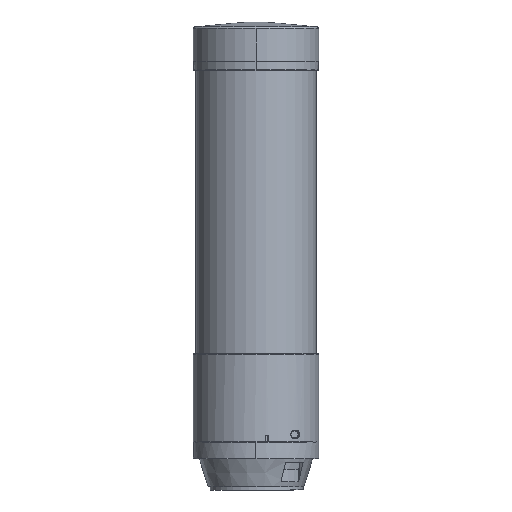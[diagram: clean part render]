
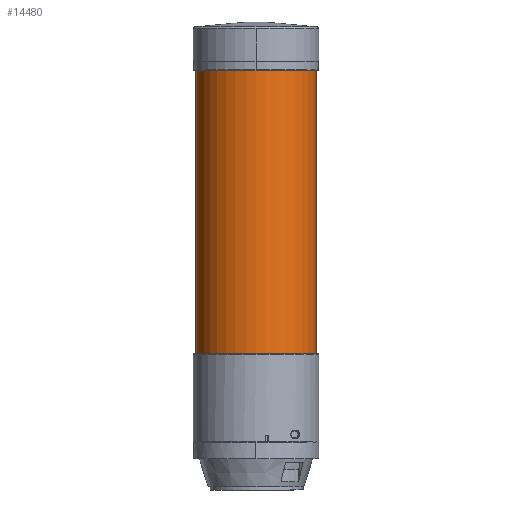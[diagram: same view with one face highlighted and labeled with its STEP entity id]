
A CAD part, front view. The second image highlights one B-rep face of the part: STEP entity #14480.
In plain terms, the highlighted cylindrical face has radius 35 mm (diameter 70 mm), a partial arc.
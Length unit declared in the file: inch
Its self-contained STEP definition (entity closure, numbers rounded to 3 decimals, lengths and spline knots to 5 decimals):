
#197 = CIRCLE ( 'NONE', #9193, 1.37795 ) ;
#327 = DIRECTION ( 'NONE',  ( 0., 0., -1. ) ) ;
#690 = VERTEX_POINT ( 'NONE', #8516 ) ;
#736 = CARTESIAN_POINT ( 'NONE',  ( 1.37795, 0., 1.90157 ) ) ;
#837 = VERTEX_POINT ( 'NONE', #11253 ) ;
#1171 = EDGE_CURVE ( 'NONE', #9853, #690, #197, .T. ) ;
#1237 = AXIS2_PLACEMENT_3D ( 'NONE', #13846, #11328, #2787 ) ;
#1725 = ORIENTED_EDGE ( 'NONE', *, *, #3634, .F. ) ;
#2199 = VERTEX_POINT ( 'NONE', #736 ) ;
#2787 = DIRECTION ( 'NONE',  ( 1., 0., 0. ) ) ;
#3051 = ORIENTED_EDGE ( 'NONE', *, *, #1171, .T. ) ;
#3513 = DIRECTION ( 'NONE',  ( 0., 0., 1. ) ) ;
#3593 = CYLINDRICAL_SURFACE ( 'NONE', #15006, 1.37795 ) ;
#3634 = EDGE_CURVE ( 'NONE', #837, #690, #5032, .T. ) ;
#4604 = LINE ( 'NONE', #14303, #10545 ) ;
#4659 = ORIENTED_EDGE ( 'NONE', *, *, #7663, .T. ) ;
#5032 = LINE ( 'NONE', #9951, #11925 ) ;
#5557 = CARTESIAN_POINT ( 'NONE',  ( 1.37795, 0., 8.51982 ) ) ;
#7150 = CIRCLE ( 'NONE', #1237, 1.37795 ) ;
#7304 = DIRECTION ( 'NONE',  ( 1., 0., 0. ) ) ;
#7524 = DIRECTION ( 'NONE',  ( 0., 0., 1. ) ) ;
#7663 = EDGE_CURVE ( 'NONE', #837, #2199, #7150, .T. ) ;
#8147 = DIRECTION ( 'NONE',  ( 0., 0., 1. ) ) ;
#8516 = CARTESIAN_POINT ( 'NONE',  ( -1.37795, 0., 8.51982 ) ) ;
#9193 = AXIS2_PLACEMENT_3D ( 'NONE', #11286, #327, #13807 ) ;
#9853 = VERTEX_POINT ( 'NONE', #5557 ) ;
#9951 = CARTESIAN_POINT ( 'NONE',  ( -1.37795, 0., 1.90157 ) ) ;
#10368 = EDGE_LOOP ( 'NONE', ( #1725, #4659, #13019, #3051 ) ) ;
#10545 = VECTOR ( 'NONE', #8147, 39.37008 ) ;
#10767 = CARTESIAN_POINT ( 'NONE',  ( 0., 0., 1.90157 ) ) ;
#11253 = CARTESIAN_POINT ( 'NONE',  ( -1.37795, 0., 1.90157 ) ) ;
#11286 = CARTESIAN_POINT ( 'NONE',  ( 0., 0., 8.51982 ) ) ;
#11328 = DIRECTION ( 'NONE',  ( 0., 0., 1. ) ) ;
#11925 = VECTOR ( 'NONE', #7524, 39.37008 ) ;
#13019 = ORIENTED_EDGE ( 'NONE', *, *, #15243, .T. ) ;
#13210 = FACE_OUTER_BOUND ( 'NONE', #10368, .T. ) ;
#13807 = DIRECTION ( 'NONE',  ( 1., 0., 0. ) ) ;
#13846 = CARTESIAN_POINT ( 'NONE',  ( 0., 0., 1.90157 ) ) ;
#14303 = CARTESIAN_POINT ( 'NONE',  ( 1.37795, 0., 1.90157 ) ) ;
#14480 = ADVANCED_FACE ( 'NONE', ( #13210 ), #3593, .T. ) ;
#15006 = AXIS2_PLACEMENT_3D ( 'NONE', #10767, #3513, #7304 ) ;
#15243 = EDGE_CURVE ( 'NONE', #2199, #9853, #4604, .T. ) ;
